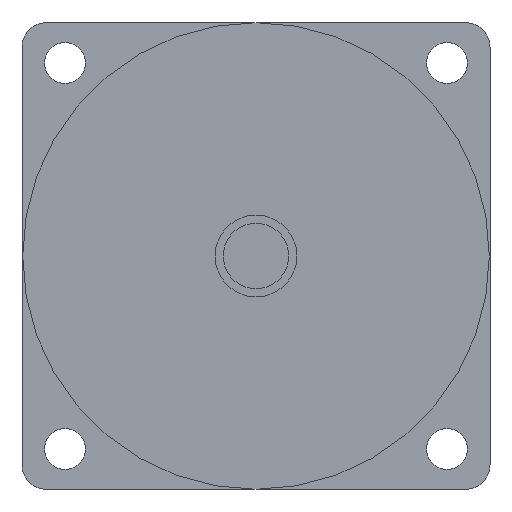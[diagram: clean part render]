
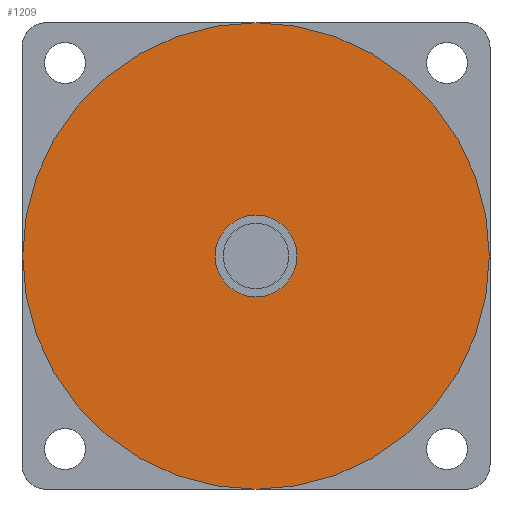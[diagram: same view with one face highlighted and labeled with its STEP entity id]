
A CAD part, front view. The second image highlights one B-rep face of the part: STEP entity #1209.
In plain terms, the highlighted planar face has unit normal (0, -1, 0).
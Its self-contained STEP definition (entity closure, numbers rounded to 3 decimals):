
#28 = AXIS2_PLACEMENT_3D ( 'NONE', #630, #1063, #72 ) ;
#44 = VERTEX_POINT ( 'NONE', #396 ) ;
#72 = DIRECTION ( 'NONE',  ( 0., 0., 1. ) ) ;
#85 = AXIS2_PLACEMENT_3D ( 'NONE', #245, #784, #128 ) ;
#98 = CARTESIAN_POINT ( 'NONE',  ( 0., 0., 0. ) ) ;
#128 = DIRECTION ( 'NONE',  ( 0., 0., -1. ) ) ;
#210 = CIRCLE ( 'NONE', #85, 5. ) ;
#224 = FACE_BOUND ( 'NONE', #760, .T. ) ;
#228 = EDGE_CURVE ( 'NONE', #786, #44, #1091, .T. ) ;
#245 = CARTESIAN_POINT ( 'NONE',  ( 0., 0., 0. ) ) ;
#366 = EDGE_CURVE ( 'NONE', #44, #786, #1232, .T. ) ;
#396 = CARTESIAN_POINT ( 'NONE',  ( 0., 0., 28.5 ) ) ;
#402 = DIRECTION ( 'NONE',  ( 0., 1., 0. ) ) ;
#425 = ORIENTED_EDGE ( 'NONE', *, *, #228, .F. ) ;
#472 = DIRECTION ( 'NONE',  ( 0., 0., -1. ) ) ;
#497 = EDGE_CURVE ( 'NONE', #632, #574, #210, .T. ) ;
#538 = DIRECTION ( 'NONE',  ( 0., 1., 0. ) ) ;
#574 = VERTEX_POINT ( 'NONE', #1123 ) ;
#584 = CARTESIAN_POINT ( 'NONE',  ( 0., 0., 5. ) ) ;
#587 = CARTESIAN_POINT ( 'NONE',  ( 0., 0., 0. ) ) ;
#630 = CARTESIAN_POINT ( 'NONE',  ( 0., 0., 0. ) ) ;
#632 = VERTEX_POINT ( 'NONE', #584 ) ;
#719 = ORIENTED_EDGE ( 'NONE', *, *, #366, .F. ) ;
#721 = CARTESIAN_POINT ( 'NONE',  ( 0., 0., 0. ) ) ;
#724 = AXIS2_PLACEMENT_3D ( 'NONE', #587, #1031, #472 ) ;
#753 = ORIENTED_EDGE ( 'NONE', *, *, #497, .F. ) ;
#760 = EDGE_LOOP ( 'NONE', ( #956, #753 ) ) ;
#784 = DIRECTION ( 'NONE',  ( 0., -1., 0. ) ) ;
#786 = VERTEX_POINT ( 'NONE', #862 ) ;
#796 = CIRCLE ( 'NONE', #724, 5. ) ;
#826 = AXIS2_PLACEMENT_3D ( 'NONE', #721, #402, #1368 ) ;
#862 = CARTESIAN_POINT ( 'NONE',  ( 0., 0., -28.5 ) ) ;
#867 = DIRECTION ( 'NONE',  ( 0., 0., 1. ) ) ;
#885 = FACE_OUTER_BOUND ( 'NONE', #1183, .T. ) ;
#956 = ORIENTED_EDGE ( 'NONE', *, *, #1350, .F. ) ;
#986 = AXIS2_PLACEMENT_3D ( 'NONE', #98, #538, #867 ) ;
#1031 = DIRECTION ( 'NONE',  ( 0., -1., 0. ) ) ;
#1063 = DIRECTION ( 'NONE',  ( 0., 1., 0. ) ) ;
#1091 = CIRCLE ( 'NONE', #826, 28.5 ) ;
#1123 = CARTESIAN_POINT ( 'NONE',  ( 0., 0., -5. ) ) ;
#1183 = EDGE_LOOP ( 'NONE', ( #425, #719 ) ) ;
#1209 = ADVANCED_FACE ( 'NONE', ( #224, #885 ), #1284, .F. ) ;
#1232 = CIRCLE ( 'NONE', #986, 28.5 ) ;
#1284 = PLANE ( 'NONE',  #28 ) ;
#1350 = EDGE_CURVE ( 'NONE', #574, #632, #796, .T. ) ;
#1368 = DIRECTION ( 'NONE',  ( 0., 0., 1. ) ) ;
